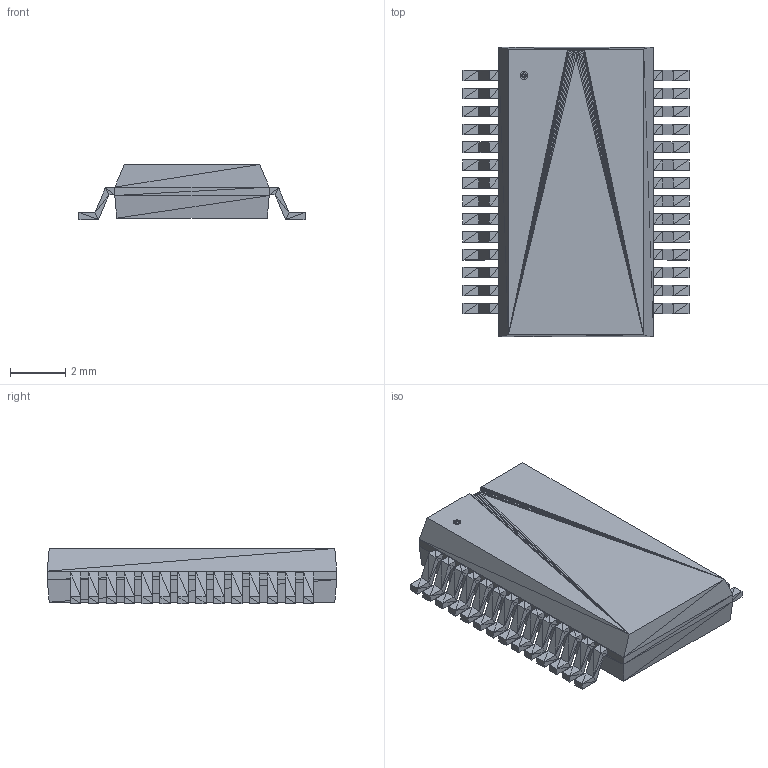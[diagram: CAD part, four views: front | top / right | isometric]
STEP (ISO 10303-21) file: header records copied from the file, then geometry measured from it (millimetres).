
FILE_DESCRIPTION(('STEP AP214'),'1');
FILE_NAME('SSOP28_MC-M','2018-09-06T18:18:59',(''),(''),'','','');
FILE_SCHEMA(('AUTOMOTIVE_DESIGN'));
Length unit declared in the file: millimetre
Products named in the file (1): product
Bounding box: 8.2 x 10.5 x 2 mm (x, y, z)
Surface area: 241.7 mm2 (no closed solid volume)
Topology: 0 solids, 1013 shells, 1013 faces, 3039 edges, 3039 vertices
Faces by surface type: plane 1013
Entity records: 33488 total; most frequent: CARTESIAN_POINT 7092, DIRECTION 5067, ORIENTED_EDGE 3039, EDGE_CURVE 3039, VERTEX_POINT 3039, LINE 3039, VECTOR 3039, AXIS2_PLACEMENT_3D 1014
